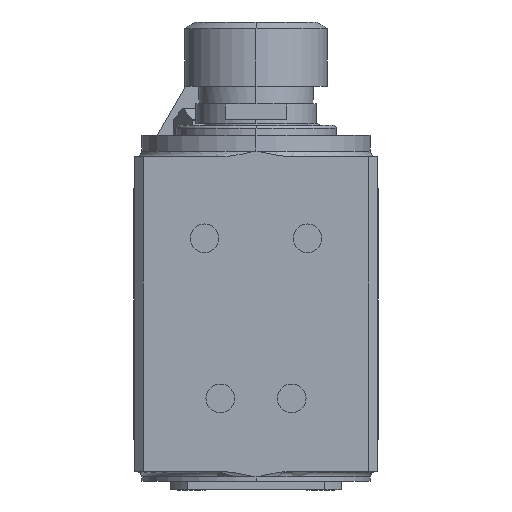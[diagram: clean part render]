
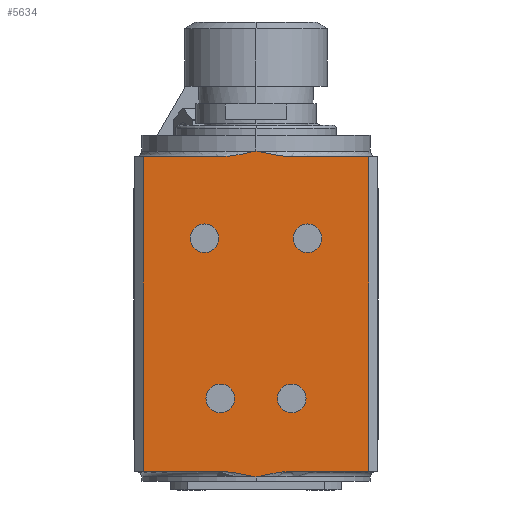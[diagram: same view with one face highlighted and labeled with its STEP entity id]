
A CAD part, left-side view. The second image highlights one B-rep face of the part: STEP entity #5634.
In plain terms, the highlighted planar face has unit normal (-1, 0, 0).
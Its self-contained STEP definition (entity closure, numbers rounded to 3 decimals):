
#878=CARTESIAN_POINT('',(-170.,12.5,-29.5));
#879=DIRECTION('',(1.,0.,0.));
#880=DIRECTION('',(0.,0.,1.));
#881=AXIS2_PLACEMENT_3D('',#878,#879,#880);
#883=CARTESIAN_POINT('',(-170.,12.5,-29.5));
#884=DIRECTION('',(1.,0.,0.));
#885=DIRECTION('',(0.,0.,-1.));
#886=AXIS2_PLACEMENT_3D('',#883,#884,#885);
#888=CARTESIAN_POINT('',(-170.,18.,26.5));
#889=DIRECTION('',(1.,0.,0.));
#890=DIRECTION('',(0.,0.,1.));
#891=AXIS2_PLACEMENT_3D('',#888,#889,#890);
#893=CARTESIAN_POINT('',(-170.,18.,26.5));
#894=DIRECTION('',(1.,0.,0.));
#895=DIRECTION('',(0.,0.,-1.));
#896=AXIS2_PLACEMENT_3D('',#893,#894,#895);
#898=CARTESIAN_POINT('',(-170.,-12.5,-29.5));
#899=DIRECTION('',(1.,0.,0.));
#900=DIRECTION('',(0.,0.,1.));
#901=AXIS2_PLACEMENT_3D('',#898,#899,#900);
#903=CARTESIAN_POINT('',(-170.,-12.5,-29.5));
#904=DIRECTION('',(1.,0.,0.));
#905=DIRECTION('',(0.,0.,-1.));
#906=AXIS2_PLACEMENT_3D('',#903,#904,#905);
#908=CARTESIAN_POINT('',(-170.,-18.,26.5));
#909=DIRECTION('',(1.,0.,0.));
#910=DIRECTION('',(0.,0.,1.));
#911=AXIS2_PLACEMENT_3D('',#908,#909,#910);
#913=CARTESIAN_POINT('',(-170.,-18.,26.5));
#914=DIRECTION('',(1.,0.,0.));
#915=DIRECTION('',(0.,0.,-1.));
#916=AXIS2_PLACEMENT_3D('',#913,#914,#915);
#918=DIRECTION('',(0.,0.,-1.));
#919=VECTOR('',#918,110.);
#920=CARTESIAN_POINT('',(-170.,39.5,55.));
#921=LINE('',#920,#919);
#922=DIRECTION('',(0.,1.,0.));
#923=VECTOR('',#922,26.694);
#924=CARTESIAN_POINT('',(-170.,12.806,55.));
#925=LINE('',#924,#923);
#926=DIRECTION('',(0.,1.,0.));
#927=VECTOR('',#926,26.694);
#928=CARTESIAN_POINT('',(-170.,-39.5,55.));
#929=LINE('',#928,#927);
#930=DIRECTION('',(0.,0.,1.));
#931=VECTOR('',#930,110.);
#932=CARTESIAN_POINT('',(-170.,-39.5,-55.));
#933=LINE('',#932,#931);
#934=DIRECTION('',(0.,1.,0.));
#935=VECTOR('',#934,26.694);
#936=CARTESIAN_POINT('',(-170.,-39.5,-55.));
#937=LINE('',#936,#935);
#938=DIRECTION('',(0.,1.,0.));
#939=VECTOR('',#938,26.694);
#940=CARTESIAN_POINT('',(-170.,12.806,-55.));
#941=LINE('',#940,#939);
#2596=CARTESIAN_POINT('',(-170.,0.001,
57.));
#2597=CARTESIAN_POINT('',(-170.,-0.781,
56.825));
#2598=CARTESIAN_POINT('',(-170.,-2.278,
56.491));
#2599=CARTESIAN_POINT('',(-170.,-4.324,
56.057));
#2600=CARTESIAN_POINT('',(-170.,-6.176,
55.7));
#2601=CARTESIAN_POINT('',(-170.,-7.835,
55.423));
#2602=CARTESIAN_POINT('',(-170.,-9.315,
55.221));
#2603=CARTESIAN_POINT('',(-170.,-10.631,
55.088));
#2604=CARTESIAN_POINT('',(-170.,-11.795,
55.015));
#2605=CARTESIAN_POINT('',(-170.,-12.484,55.));
#2606=CARTESIAN_POINT('',(-170.,-12.806,55.));
#2626=CARTESIAN_POINT('',(-170.,12.806,55.));
#2627=CARTESIAN_POINT('',(-170.,12.482,55.));
#2628=CARTESIAN_POINT('',(-170.,11.792,55.015));
#2629=CARTESIAN_POINT('',(-170.,10.625,55.088));
#2630=CARTESIAN_POINT('',(-170.,9.308,55.222));
#2631=CARTESIAN_POINT('',(-170.,7.828,55.424));
#2632=CARTESIAN_POINT('',(-170.,6.169,55.701));
#2633=CARTESIAN_POINT('',(-170.,4.319,56.058));
#2634=CARTESIAN_POINT('',(-170.,2.275,56.492));
#2635=CARTESIAN_POINT('',(-170.,0.781,
56.825));
#2636=CARTESIAN_POINT('',(-170.,0.001,
57.));
#3051=CARTESIAN_POINT('',(-170.,-12.806,-55.));
#3052=CARTESIAN_POINT('',(-170.,-12.484,-55.));
#3053=CARTESIAN_POINT('',(-170.,-11.794,
-55.015));
#3054=CARTESIAN_POINT('',(-170.,-10.63,
-55.088));
#3055=CARTESIAN_POINT('',(-170.,-9.315,
-55.221));
#3056=CARTESIAN_POINT('',(-170.,-7.834,
-55.423));
#3057=CARTESIAN_POINT('',(-170.,-6.174,
-55.7));
#3058=CARTESIAN_POINT('',(-170.,-4.323,
-56.057));
#3059=CARTESIAN_POINT('',(-170.,-2.273,
-56.492));
#3060=CARTESIAN_POINT('',(-170.,-0.78,
-56.826));
#3061=CARTESIAN_POINT('',(-170.,0.,
-57.));
#3063=CARTESIAN_POINT('',(-170.,0.,
-57.));
#3064=CARTESIAN_POINT('',(-170.,0.779,
-56.826));
#3065=CARTESIAN_POINT('',(-170.,2.273,
-56.492));
#3066=CARTESIAN_POINT('',(-170.,4.322,
-56.057));
#3067=CARTESIAN_POINT('',(-170.,6.174,
-55.7));
#3068=CARTESIAN_POINT('',(-170.,7.834,
-55.423));
#3069=CARTESIAN_POINT('',(-170.,9.314,
-55.221));
#3070=CARTESIAN_POINT('',(-170.,10.63,
-55.088));
#3071=CARTESIAN_POINT('',(-170.,11.794,
-55.015));
#3072=CARTESIAN_POINT('',(-170.,12.484,-55.));
#3073=CARTESIAN_POINT('',(-170.,12.806,-55.));
#4044=VERTEX_POINT('',#2626);
#4045=VERTEX_POINT('',#2636);
#4046=VERTEX_POINT('',#3063);
#4047=VERTEX_POINT('',#3073);
#4056=CARTESIAN_POINT('',(-170.,-12.806,55.));
#4057=VERTEX_POINT('',#4056);
#4062=CARTESIAN_POINT('',(-170.,-12.805,-55.));
#4064=VERTEX_POINT('',#4062);
#4200=CARTESIAN_POINT('',(-170.,12.5,-24.5));
#4201=CARTESIAN_POINT('',(-170.,12.5,-34.5));
#4202=VERTEX_POINT('',#4200);
#4203=VERTEX_POINT('',#4201);
#4208=CARTESIAN_POINT('',(-170.,18.,31.5));
#4209=CARTESIAN_POINT('',(-170.,18.,21.5));
#4210=VERTEX_POINT('',#4208);
#4211=VERTEX_POINT('',#4209);
#4216=CARTESIAN_POINT('',(-170.,-12.5,-24.5));
#4217=CARTESIAN_POINT('',(-170.,-12.5,-34.5));
#4218=VERTEX_POINT('',#4216);
#4219=VERTEX_POINT('',#4217);
#4224=CARTESIAN_POINT('',(-170.,-18.,31.5));
#4225=CARTESIAN_POINT('',(-170.,-18.,21.5));
#4226=VERTEX_POINT('',#4224);
#4227=VERTEX_POINT('',#4225);
#4546=CARTESIAN_POINT('',(-170.,39.5,-55.));
#4548=VERTEX_POINT('',#4546);
#4552=CARTESIAN_POINT('',(-170.,39.5,55.));
#4553=VERTEX_POINT('',#4552);
#4554=CARTESIAN_POINT('',(-170.,-39.5,55.));
#4556=VERTEX_POINT('',#4554);
#4560=CARTESIAN_POINT('',(-170.,-39.5,-55.));
#4561=VERTEX_POINT('',#4560);
#5586=CARTESIAN_POINT('',(-170.,0.,0.));
#5587=DIRECTION('',(1.,0.,0.));
#5588=DIRECTION('',(0.,1.,0.));
#5589=AXIS2_PLACEMENT_3D('',#5586,#5587,#5588);
#5590=PLANE('',#5589);
#5591=ORIENTED_EDGE('',*,*,#5551,.F.);
#5593=ORIENTED_EDGE('',*,*,#5592,.F.);
#5595=ORIENTED_EDGE('',*,*,#5594,.T.);
#5597=ORIENTED_EDGE('',*,*,#5596,.T.);
#5599=ORIENTED_EDGE('',*,*,#5598,.F.);
#5601=ORIENTED_EDGE('',*,*,#5600,.F.);
#5602=ORIENTED_EDGE('',*,*,#5568,.T.);
#5604=ORIENTED_EDGE('',*,*,#5603,.T.);
#5606=ORIENTED_EDGE('',*,*,#5605,.T.);
#5607=ORIENTED_EDGE('',*,*,#5562,.T.);
#5608=EDGE_LOOP('',(#5591,#5593,#5595,#5597,#5599,#5601,#5602,#5604,#5606,
#5607));
#5609=FACE_OUTER_BOUND('',#5608,.F.);
#5611=ORIENTED_EDGE('',*,*,#5610,.F.);
#5613=ORIENTED_EDGE('',*,*,#5612,.F.);
#5614=EDGE_LOOP('',(#5611,#5613));
#5615=FACE_BOUND('',#5614,.F.);
#5617=ORIENTED_EDGE('',*,*,#5616,.F.);
#5619=ORIENTED_EDGE('',*,*,#5618,.F.);
#5620=EDGE_LOOP('',(#5617,#5619));
#5621=FACE_BOUND('',#5620,.F.);
#5623=ORIENTED_EDGE('',*,*,#5622,.F.);
#5625=ORIENTED_EDGE('',*,*,#5624,.F.);
#5626=EDGE_LOOP('',(#5623,#5625));
#5627=FACE_BOUND('',#5626,.F.);
#5629=ORIENTED_EDGE('',*,*,#5628,.F.);
#5631=ORIENTED_EDGE('',*,*,#5630,.F.);
#5632=EDGE_LOOP('',(#5629,#5631));
#5633=FACE_BOUND('',#5632,.F.);
#5634=ADVANCED_FACE('',(#5609,#5615,#5621,#5627,#5633),#5590,.F.);
#882=CIRCLE('',#881,5.);
#887=CIRCLE('',#886,5.);
#892=CIRCLE('',#891,5.);
#897=CIRCLE('',#896,5.);
#902=CIRCLE('',#901,5.);
#907=CIRCLE('',#906,5.);
#912=CIRCLE('',#911,5.);
#917=CIRCLE('',#916,5.);
#2607=B_SPLINE_CURVE_WITH_KNOTS('',3,(#2596,#2597,#2598,#2599,#2600,#2601,#2602,
#2603,#2604,#2605,#2606),.UNSPECIFIED.,.F.,.F.,(4,1,1,1,1,1,1,1,4),(0.,
0.125,0.25,0.375,0.5,0.625,0.75,0.875,1.),.UNSPECIFIED.);
#2637=B_SPLINE_CURVE_WITH_KNOTS('',3,(#2626,#2627,#2628,#2629,#2630,#2631,#2632,
#2633,#2634,#2635,#2636),.UNSPECIFIED.,.F.,.F.,(4,1,1,1,1,1,1,1,4),(0.,
0.125,0.25,0.375,0.5,0.625,0.75,0.875,1.),.UNSPECIFIED.);
#3062=B_SPLINE_CURVE_WITH_KNOTS('',3,(#3051,#3052,#3053,#3054,#3055,#3056,#3057,
#3058,#3059,#3060,#3061),.UNSPECIFIED.,.F.,.F.,(4,1,1,1,1,1,1,1,4),(0.,
0.125,0.25,0.375,0.5,0.625,0.75,0.875,1.),.UNSPECIFIED.);
#3074=B_SPLINE_CURVE_WITH_KNOTS('',3,(#3063,#3064,#3065,#3066,#3067,#3068,#3069,
#3070,#3071,#3072,#3073),.UNSPECIFIED.,.F.,.F.,(4,1,1,1,1,1,1,1,4),(0.,
0.125,0.25,0.375,0.5,0.625,0.75,0.875,1.),.UNSPECIFIED.);
#5551=EDGE_CURVE('',#4553,#4548,#921,.T.);
#5562=EDGE_CURVE('',#4047,#4548,#941,.T.);
#5568=EDGE_CURVE('',#4561,#4064,#937,.T.);
#5592=EDGE_CURVE('',#4044,#4553,#925,.T.);
#5594=EDGE_CURVE('',#4044,#4045,#2637,.T.);
#5596=EDGE_CURVE('',#4045,#4057,#2607,.T.);
#5598=EDGE_CURVE('',#4556,#4057,#929,.T.);
#5600=EDGE_CURVE('',#4561,#4556,#933,.T.);
#5603=EDGE_CURVE('',#4064,#4046,#3062,.T.);
#5605=EDGE_CURVE('',#4046,#4047,#3074,.T.);
#5610=EDGE_CURVE('',#4210,#4211,#892,.T.);
#5612=EDGE_CURVE('',#4211,#4210,#897,.T.);
#5616=EDGE_CURVE('',#4218,#4219,#902,.T.);
#5618=EDGE_CURVE('',#4219,#4218,#907,.T.);
#5622=EDGE_CURVE('',#4226,#4227,#912,.T.);
#5624=EDGE_CURVE('',#4227,#4226,#917,.T.);
#5628=EDGE_CURVE('',#4202,#4203,#882,.T.);
#5630=EDGE_CURVE('',#4203,#4202,#887,.T.);
